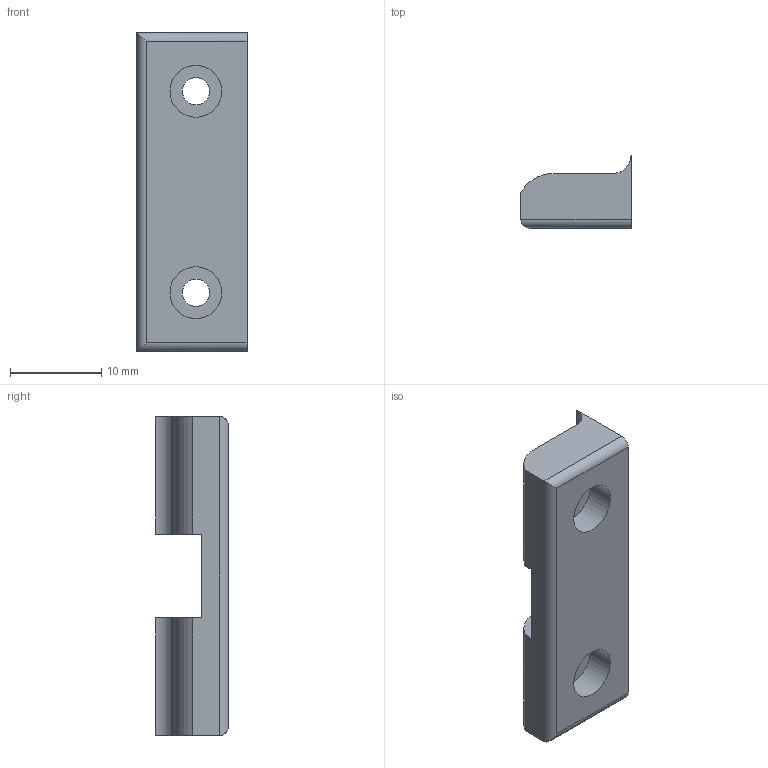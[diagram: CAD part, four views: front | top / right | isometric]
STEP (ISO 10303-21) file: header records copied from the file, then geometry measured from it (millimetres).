
FILE_DESCRIPTION (( 'STEP AP214' ), '1' );
FILE_NAME ('holderX.STEP', '2023-09-14T20:05:41', ( '' ), ( '' ), 'SwSTEP 2.0', 'SolidWorks 2019', '' );
FILE_SCHEMA (( 'AUTOMOTIVE_DESIGN' ));
Length unit declared in the file: millimetre
Products named in the file (1): holderX
Bounding box: 12.07 x 8 x 35 mm (x, y, z)
Volume: 1957 mm3; surface area: 1580.2 mm2
Topology: 1 solids, 1 shells, 27 faces, 67 edges, 44 vertices
Faces by surface type: cylinder 15, plane 12
Entity records: 853 total; most frequent: DIRECTION 147, CARTESIAN_POINT 145, ORIENTED_EDGE 134, EDGE_CURVE 67, AXIS2_PLACEMENT_3D 54, VERTEX_POINT 44, LINE 39, VECTOR 39
